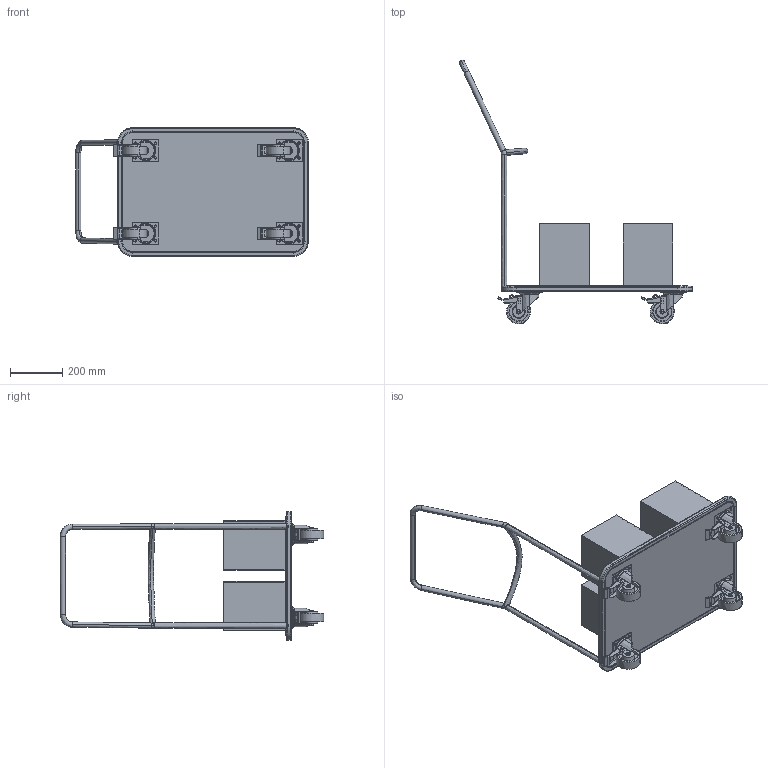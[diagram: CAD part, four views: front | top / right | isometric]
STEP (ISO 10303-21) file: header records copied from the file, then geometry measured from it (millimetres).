
FILE_DESCRIPTION(('FreeCAD Model'),'2;1');
FILE_NAME('Open CASCADE Shape Model','2025-05-05T08:36:03',('FreeCAD'),( 'FreeCAD'),'Open CASCADE STEP processor 7.6','FreeCAD','Unknown');
FILE_SCHEMA(('AUTOMOTIVE_DESIGN { 1 0 10303 214 1 1 1 1 }'));
Products named in the file (1): Open CASCADE STEP translator 7.6 1
Bounding box: 893.34 x 1010.99 x 494.35 mm (x, y, z)
Volume: 8172835.7 mm3; surface area: 3962640.3 mm2
Topology: 41 solids, 42 shells, 1288 faces, 3138 edges, 1988 vertices
Faces by surface type: bspline 1288
Entity records: 40330 total; most frequent: CARTESIAN_POINT 22285, ORIENTED_EDGE 6268, EDGE_CURVE 3134, VERTEX_POINT 1988, B_SPLINE_CURVE_WITH_KNOTS 1698, FACE_BOUND 1512, EDGE_LOOP 1512, ADVANCED_FACE 1288
